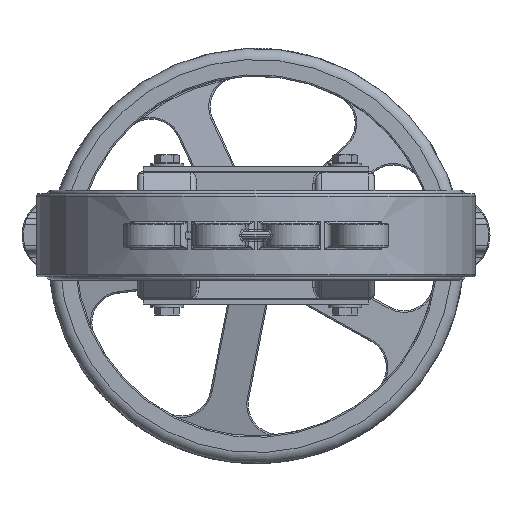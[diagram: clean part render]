
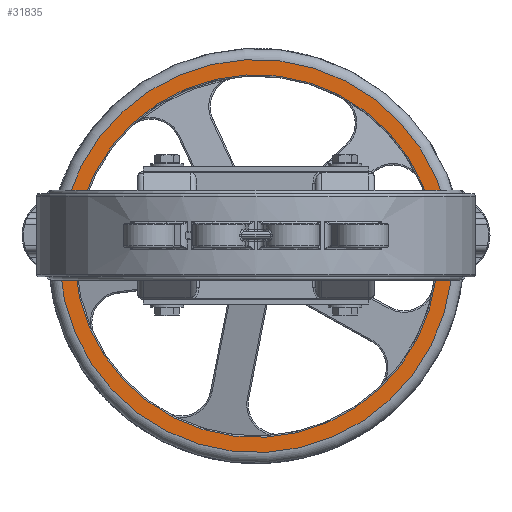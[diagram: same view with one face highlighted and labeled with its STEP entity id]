
A CAD part, front view. The second image highlights one B-rep face of the part: STEP entity #31835.
In plain terms, the highlighted face is planar.
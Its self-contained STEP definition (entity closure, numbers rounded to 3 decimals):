
#4100=FACE_BOUND('',#7861,.T.);
#4469=PLANE('',#35145);
#5886=FACE_OUTER_BOUND('',#7860,.T.);
#7860=EDGE_LOOP('',(#27387));
#7861=EDGE_LOOP('',(#27388));
#13420=CIRCLE('',#35143,152.834);
#13422=CIRCLE('',#35146,165.667);
#16048=VERTEX_POINT('',#59153);
#16049=VERTEX_POINT('',#59157);
#19971=EDGE_CURVE('',#16048,#16048,#13420,.T.);
#19973=EDGE_CURVE('',#16049,#16049,#13422,.T.);
#27387=ORIENTED_EDGE('',*,*,#19973,.F.);
#27388=ORIENTED_EDGE('',*,*,#19971,.F.);
#31835=ADVANCED_FACE('',(#5886,#4100),#4469,.T.);
#35143=AXIS2_PLACEMENT_3D('',#59154,#42652,#42653);
#35145=AXIS2_PLACEMENT_3D('',#59156,#42656,#42657);
#35146=AXIS2_PLACEMENT_3D('',#59158,#42658,#42659);
#42652=DIRECTION('center_axis',(0.,0.,-1.));
#42653=DIRECTION('ref_axis',(0.,1.,0.));
#42656=DIRECTION('center_axis',(0.,0.,-1.));
#42657=DIRECTION('ref_axis',(-1.,0.,0.));
#42658=DIRECTION('center_axis',(0.,0.,1.));
#42659=DIRECTION('ref_axis',(0.,1.,0.));
#59153=CARTESIAN_POINT('',(-154.5,21.472,20.063));
#59154=CARTESIAN_POINT('Origin',(-1.667,21.472,20.063));
#59156=CARTESIAN_POINT('Origin',(-1.667,-153.529,20.063));
#59157=CARTESIAN_POINT('',(-167.334,21.472,20.063));
#59158=CARTESIAN_POINT('Origin',(-1.667,21.472,20.063));
